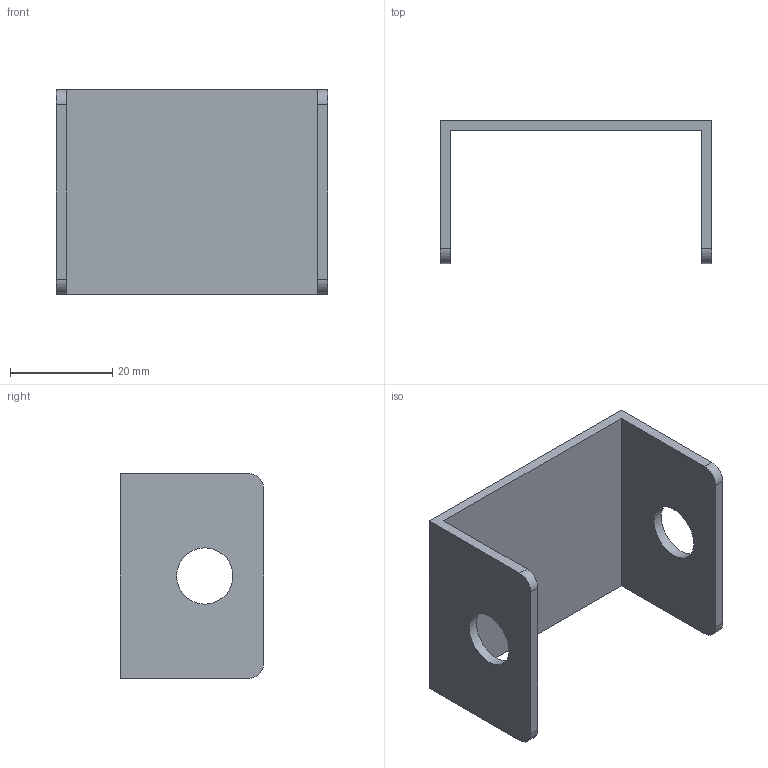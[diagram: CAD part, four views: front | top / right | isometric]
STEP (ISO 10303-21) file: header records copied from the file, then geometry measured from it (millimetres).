
FILE_DESCRIPTION (( 'STEP AP203' ), '1' );
FILE_NAME ('CLWR10-DR_Äåðæàòåëü ïîòîëî÷íûé DR RAL.STEP', '2016-04-08T11:22:29', ( '' ), ( '' ), 'SwSTEP 2.0', 'SolidWorks 2014', '' );
FILE_SCHEMA (( 'CONFIG_CONTROL_DESIGN' ));
Length unit declared in the file: millimetre
Products named in the file (1): CLWR10-DR_Äåðæàòåëü ïîòîëî÷íûé DR RAL
Bounding box: 53 x 28 x 40 mm (x, y, z)
Volume: 8004.4 mm3; surface area: 8712.3 mm2
Topology: 1 solids, 1 shells, 16 faces, 43 edges, 29 vertices
Faces by surface type: plane 10, cylinder 6
Full cylindrical faces by diameter (mm): 11 x2
Entity records: 573 total; most frequent: DIRECTION 86, CARTESIAN_POINT 85, ORIENTED_EDGE 80, EDGE_CURVE 40, AXIS2_PLACEMENT_3D 29, LINE 28, VERTEX_POINT 28, VECTOR 28
